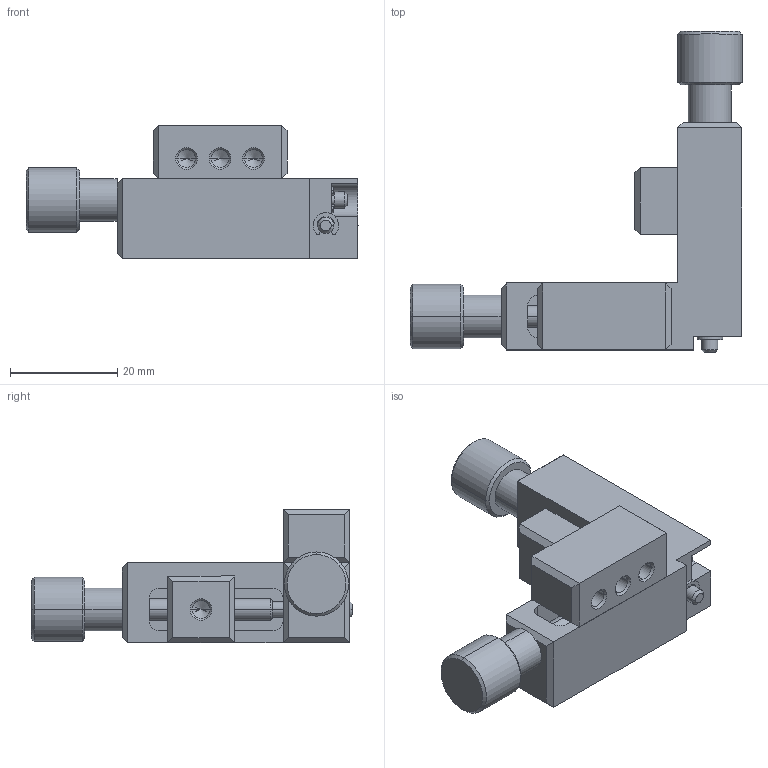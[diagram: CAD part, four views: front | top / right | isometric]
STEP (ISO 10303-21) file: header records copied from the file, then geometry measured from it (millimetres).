
FILE_DESCRIPTION (( 'STEP AP214' ), '1' );
FILE_NAME ('OM-010-020-010_01.STEP', '2024-10-16T11:43:24', ( '' ), ( '' ), 'SwSTEP 2.0', 'SolidWorks 2022', '' );
FILE_SCHEMA (( 'AUTOMOTIVE_DESIGN' ));
Length unit declared in the file: millimetre
Products named in the file (6): OM-010-010-120_01; OM-010-020-120_01; lock washer for shafts_din_Lock washer DIN 6799 - 1.9; OM-999-005-110_01; OM-010-020-010_01; OM-010-020-110_01
Assembly tree (7 placements, depth 2):
  OM-010-020-010_01
    OM-010-020-110_01
    OM-010-020-120_01
    OM-010-010-120_01
    OM-999-005-110_01  x2
    lock washer for shafts_din_Lock washer DIN 6799 - 1.9  x2
Bounding box: 62 x 60 x 25 mm (x, y, z)
Volume: 18181.3 mm3; surface area: 11384.3 mm2
Topology: 7 solids, 7 shells, 225 faces, 534 edges, 330 vertices
Faces by surface type: plane 100, cylinder 85, cone 40
Entity records: 5486 total; most frequent: DIRECTION 916, CARTESIAN_POINT 846, ORIENTED_EDGE 816, EDGE_CURVE 408, AXIS2_PLACEMENT_3D 324, VECTOR 268, LINE 268, VERTEX_POINT 254
